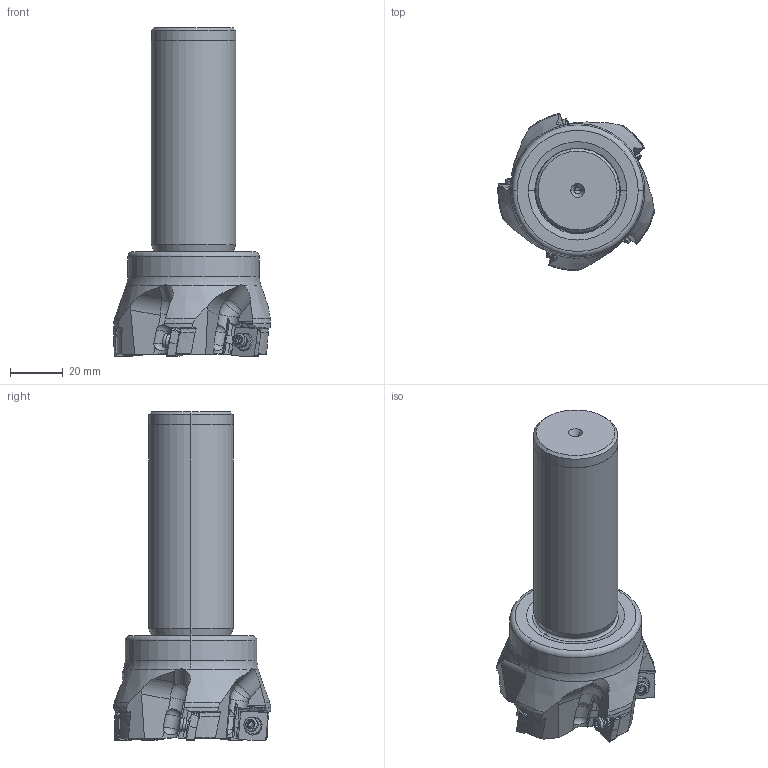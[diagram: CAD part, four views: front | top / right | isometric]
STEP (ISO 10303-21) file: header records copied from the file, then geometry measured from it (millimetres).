
FILE_DESCRIPTION(/* description */ (''),/* implementation_level */ '2;1');
FILE_NAME(/* name */ 'ASX400R635S32.stp',/* time_stamp */ '2021-09-08T11:41:32+09:00',/* author */ (''),/* organization */ (''),/* preprocessor_version */ 'ST-DEVELOPER v16',/* originating_system */ 'SIEMENS PLM Software NX 10.0',/* authorisation */ '');
FILE_SCHEMA (('AUTOMOTIVE_DESIGN { 1 0 10303 214 3 1 1 1 }'));
Length unit declared in the file: millimetre
Products named in the file (1): ASX400R635S32_ASM
Bounding box: 59.47 x 59.74 x 124.72 mm (x, y, z)
Volume: 142114.9 mm3; surface area: 24832.3 mm2
Topology: 16 solids, 16 shells, 729 faces, 2094 edges, 1425 vertices
Faces by surface type: plane 274, cylinder 255, cone 107, torus 38, sphere 25, extrusion 20, bspline 10
Entity records: 29683 total; most frequent: CARTESIAN_POINT 10488, ORIENTED_EDGE 4074, DIRECTION 3731, EDGE_CURVE 2037, AXIS2_PLACEMENT_3D 1432, VERTEX_POINT 1368, VECTOR 867, LINE 847
